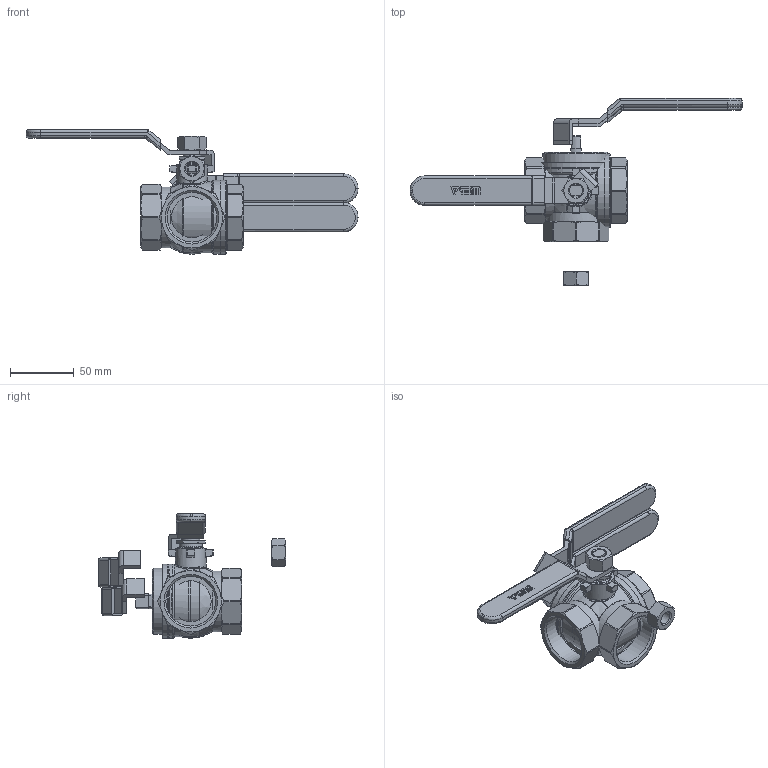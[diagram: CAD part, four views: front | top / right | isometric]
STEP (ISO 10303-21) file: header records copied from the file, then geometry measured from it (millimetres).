
FILE_DESCRIPTION( ( 'Unknown' ), '1' );
FILE_NAME( '8.9390.032.stp', 'Unknown', ( 'Unknown' ), ( 'Unknown' ), 'PSStep 13.0', 'Unknown', ' ' );
FILE_SCHEMA( ( 'AUTOMOTIVE_DESIGN { 1 0 10303 214 1 1 1 1 }' ) );
Length unit declared in the file: millimetre
Products named in the file (18): Spindel-Zusammanbau__1-1_4; Zusammenbau-Kugel_Kugeldichtungen__1-1_4; Stahlgriff 1 1_4 - 1 1_2; Assem1; 9380_1-1_4; Kugel__1-1_4; Kugeldichtung__1-1_4; Kugeldichtung__1-1_4-oa0; Spindeldichtung.2__1-1_4 - 2; Spindel__1-1_4; Stahl-Griff-u; Stahl-Griff; Dichtung Eischraubteil-Körper__1-1_4; Spindeldichtung__1-1_4 - 1-1_2; Körper__1-1_4; Stopfbuchse__1-1_4 - 1-1_2; Einschraubteil__1-1_4; 600-1_1_4-Mutter-st.g.
Bounding box: 260 x 146.6 x 97.5 mm (x, y, z)
Volume: 389770.4 mm3; surface area: 242675.1 mm2
Topology: 43 solids, 43 shells, 1186 faces, 2859 edges, 1795 vertices
Faces by surface type: plane 477, cylinder 363, cone 205, bspline 66, torus 37, sphere 32, revolution 6
Full cylindrical faces by diameter (mm): 3 x4, 10.2 x2, 14 x10, 14.2 x4, 14.5 x3, 18 x7, 18.3 x3, 18.376 x6, 18.5 x4, 19 x3, 20 x7, 24 x3, 32 x18, 38.952 x12, 43 x14, 48 x3, 50.376 x3, 52 x9, 55 x3, 55.2 x3, 56 x3, 58 x6
Entity records: 17451 total; most frequent: CARTESIAN_POINT 5873, DIRECTION 1716, ORIENTED_EDGE 1632, EDGE_CURVE 816, AXIS2_PLACEMENT_3D 683, VERTEX_POINT 551, EDGE_LOOP 501, FACE_OUTER_BOUND 431
